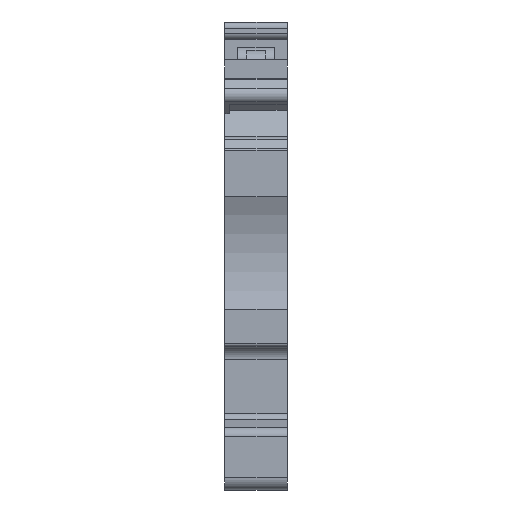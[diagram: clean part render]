
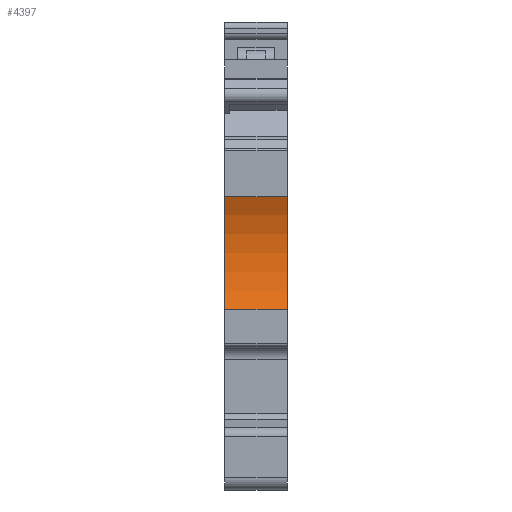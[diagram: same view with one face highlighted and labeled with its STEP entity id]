
A CAD part, left-side view. The second image highlights one B-rep face of the part: STEP entity #4397.
In plain terms, the highlighted cylindrical face has radius 10.6 mm (diameter 21.2 mm), a partial arc.
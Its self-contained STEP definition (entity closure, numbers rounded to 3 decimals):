
#27=CYLINDRICAL_SURFACE('',#4592,10.6);
#89=CIRCLE('',#4593,10.6);
#90=CIRCLE('',#4594,10.6);
#286=ORIENTED_EDGE('',*,*,#1231,.F.);
#287=ORIENTED_EDGE('',*,*,#1232,.T.);
#288=ORIENTED_EDGE('',*,*,#1233,.F.);
#289=ORIENTED_EDGE('',*,*,#1234,.F.);
#1231=EDGE_CURVE('',#1696,#1695,#2014,.F.);
#1232=EDGE_CURVE('',#1696,#1697,#89,.T.);
#1233=EDGE_CURVE('',#1698,#1697,#2015,.T.);
#1234=EDGE_CURVE('',#1695,#1698,#90,.T.);
#1695=VERTEX_POINT('',#5948);
#1696=VERTEX_POINT('',#5950);
#1697=VERTEX_POINT('',#5954);
#1698=VERTEX_POINT('',#5956);
#2014=LINE('',#5951,#2397);
#2015=LINE('',#5955,#2398);
#2397=VECTOR('',#4988,1000.);
#2398=VECTOR('',#4993,1000.);
#2726=EDGE_LOOP('',(#286,#287,#288,#289));
#2907=FACE_BOUND('',#2726,.T.);
#4397=ADVANCED_FACE('',(#2907),#27,.F.);
#4592=AXIS2_PLACEMENT_3D('',#5952,#4989,#4990);
#4593=AXIS2_PLACEMENT_3D('',#5953,#4991,#4992);
#4594=AXIS2_PLACEMENT_3D('',#5957,#4994,#4995);
#4988=DIRECTION('',(0.,-1.,0.));
#4989=DIRECTION('',(0.,-1.,0.));
#4990=DIRECTION('',(0.,0.,-1.));
#4991=DIRECTION('',(0.,-1.,0.));
#4992=DIRECTION('',(-1.,0.,0.));
#4993=DIRECTION('',(0.,-1.,0.));
#4994=DIRECTION('',(0.,-1.,0.));
#4995=DIRECTION('',(0.,0.,-1.));
#5948=CARTESIAN_POINT('',(-34.2,2.5,-2.));
#5950=CARTESIAN_POINT('',(-34.2,-2.5,-2.));
#5951=CARTESIAN_POINT('',(-34.2,75.05,-2.));
#5952=CARTESIAN_POINT('',(-43.797,75.05,2.5));
#5953=CARTESIAN_POINT('',(-43.797,-2.5,2.5));
#5954=CARTESIAN_POINT('',(-34.2,-2.5,7.));
#5955=CARTESIAN_POINT('',(-34.2,75.05,7.));
#5956=CARTESIAN_POINT('',(-34.2,2.5,7.));
#5957=CARTESIAN_POINT('',(-43.797,2.5,2.5));
